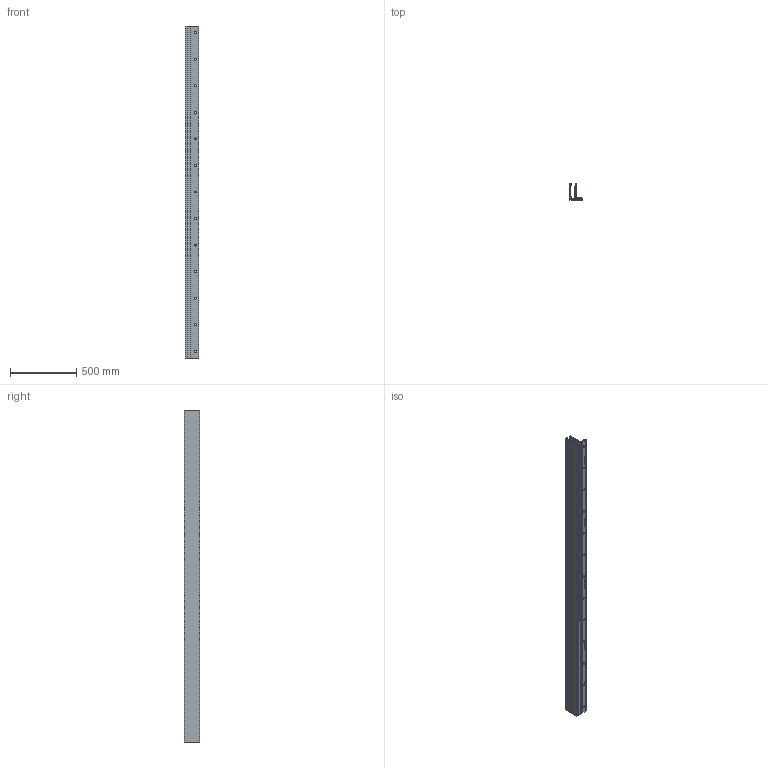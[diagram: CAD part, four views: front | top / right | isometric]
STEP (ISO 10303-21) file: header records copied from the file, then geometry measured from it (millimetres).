
FILE_DESCRIPTION (( 'STEP AP214' ), '1' );
FILE_NAME ('AL_0006-ECO-2500-S-E.STEP', '2024-09-24T07:07:00', ( '' ), ( '' ), 'SwSTEP 2.0', 'SolidWorks 2019', '' );
FILE_SCHEMA (( 'AUTOMOTIVE_DESIGN' ));
Length unit declared in the file: millimetre
Products named in the file (1): AL_0006-ECO-2500-S-E
Bounding box: 102 x 120.4 x 2500 mm (x, y, z)
Volume: 5431365.5 mm3; surface area: 3437659 mm2
Topology: 1 solids, 1 shells, 242 faces, 759 edges, 506 vertices
Faces by surface type: cylinder 170, plane 72
Entity records: 8851 total; most frequent: CARTESIAN_POINT 1638, DIRECTION 1559, ORIENTED_EDGE 1518, EDGE_CURVE 759, AXIS2_PLACEMENT_3D 583, VERTEX_POINT 506, VECTOR 393, LINE 393
